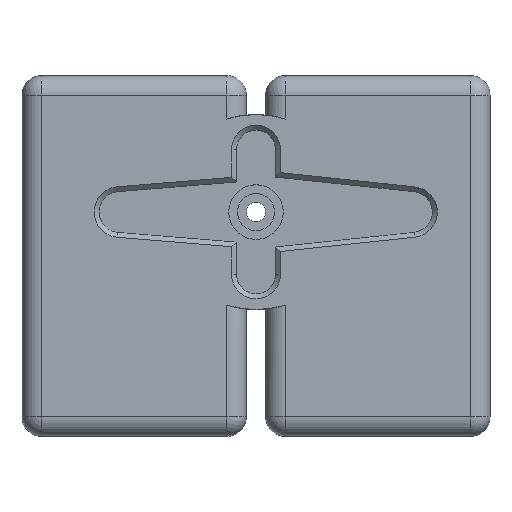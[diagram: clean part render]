
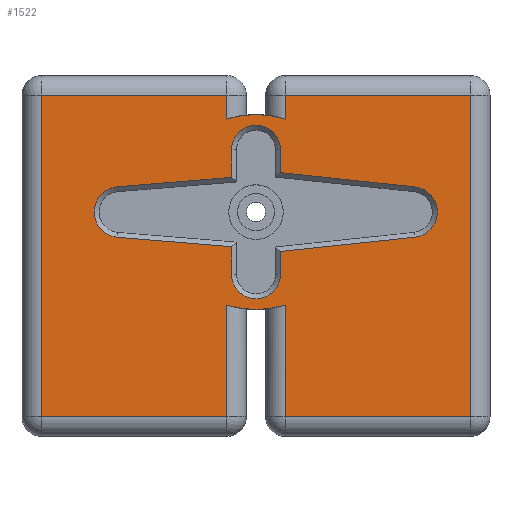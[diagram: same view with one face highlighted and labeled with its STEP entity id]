
A CAD part, top view. The second image highlights one B-rep face of the part: STEP entity #1522.
In plain terms, the highlighted planar face has unit normal (0, 0, 1).
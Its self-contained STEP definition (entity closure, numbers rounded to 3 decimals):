
#39=FACE_BOUND('',#298,.T.);
#86=CIRCLE('',#1623,2.6);
#88=CIRCLE('',#1628,2.5);
#90=CIRCLE('',#1632,2.5);
#92=CIRCLE('',#1636,2.6);
#96=CIRCLE('',#1648,10.);
#97=CIRCLE('',#1649,10.);
#196=FACE_OUTER_BOUND('',#297,.T.);
#297=EDGE_LOOP('',(#1081,#1082,#1083,#1084,#1085,#1086,#1087,#1088,#1089,
#1090,#1091,#1092));
#298=EDGE_LOOP('',(#1093,#1094,#1095,#1096,#1097,#1098,#1099,#1100,#1101,
#1102,#1103,#1104));
#387=LINE('',#2304,#519);
#391=LINE('',#2313,#523);
#395=LINE('',#2322,#527);
#398=LINE('',#2331,#530);
#402=LINE('',#2340,#534);
#405=LINE('',#2349,#537);
#408=LINE('',#2358,#540);
#411=LINE('',#2367,#543);
#424=LINE('',#2400,#556);
#425=LINE('',#2402,#557);
#426=LINE('',#2404,#558);
#427=LINE('',#2406,#559);
#428=LINE('',#2408,#560);
#429=LINE('',#2412,#561);
#430=LINE('',#2414,#562);
#431=LINE('',#2416,#563);
#432=LINE('',#2418,#564);
#433=LINE('',#2419,#565);
#519=VECTOR('',#1806,10.);
#523=VECTOR('',#1812,10.);
#527=VECTOR('',#1818,10.);
#530=VECTOR('',#1829,10.);
#534=VECTOR('',#1835,10.);
#537=VECTOR('',#1846,10.);
#540=VECTOR('',#1857,10.);
#543=VECTOR('',#1868,10.);
#556=VECTOR('',#1901,10.);
#557=VECTOR('',#1902,10.);
#558=VECTOR('',#1903,10.);
#559=VECTOR('',#1904,10.);
#560=VECTOR('',#1905,10.);
#561=VECTOR('',#1908,10.);
#562=VECTOR('',#1909,10.);
#563=VECTOR('',#1910,10.);
#564=VECTOR('',#1911,10.);
#565=VECTOR('',#1912,10.);
#651=VERTEX_POINT('',#2301);
#652=VERTEX_POINT('',#2303);
#655=VERTEX_POINT('',#2310);
#656=VERTEX_POINT('',#2312);
#659=VERTEX_POINT('',#2319);
#660=VERTEX_POINT('',#2321);
#662=VERTEX_POINT('',#2326);
#665=VERTEX_POINT('',#2337);
#666=VERTEX_POINT('',#2339);
#668=VERTEX_POINT('',#2344);
#670=VERTEX_POINT('',#2353);
#672=VERTEX_POINT('',#2362);
#680=VERTEX_POINT('',#2396);
#681=VERTEX_POINT('',#2397);
#682=VERTEX_POINT('',#2399);
#683=VERTEX_POINT('',#2401);
#684=VERTEX_POINT('',#2403);
#685=VERTEX_POINT('',#2405);
#686=VERTEX_POINT('',#2407);
#687=VERTEX_POINT('',#2409);
#688=VERTEX_POINT('',#2411);
#689=VERTEX_POINT('',#2413);
#690=VERTEX_POINT('',#2415);
#691=VERTEX_POINT('',#2417);
#783=EDGE_CURVE('',#651,#652,#387,.T.);
#787=EDGE_CURVE('',#655,#656,#391,.T.);
#791=EDGE_CURVE('',#659,#660,#395,.T.);
#794=EDGE_CURVE('',#662,#659,#86,.T.);
#796=EDGE_CURVE('',#656,#662,#398,.T.);
#800=EDGE_CURVE('',#665,#666,#402,.T.);
#803=EDGE_CURVE('',#668,#665,#88,.T.);
#805=EDGE_CURVE('',#660,#668,#405,.T.);
#808=EDGE_CURVE('',#670,#655,#90,.T.);
#810=EDGE_CURVE('',#652,#670,#408,.T.);
#813=EDGE_CURVE('',#672,#651,#92,.T.);
#815=EDGE_CURVE('',#666,#672,#411,.T.);
#830=EDGE_CURVE('',#680,#681,#96,.T.);
#831=EDGE_CURVE('',#682,#681,#424,.T.);
#832=EDGE_CURVE('',#683,#682,#425,.T.);
#833=EDGE_CURVE('',#684,#683,#426,.T.);
#834=EDGE_CURVE('',#685,#684,#427,.T.);
#835=EDGE_CURVE('',#686,#685,#428,.T.);
#836=EDGE_CURVE('',#686,#687,#97,.T.);
#837=EDGE_CURVE('',#688,#687,#429,.T.);
#838=EDGE_CURVE('',#689,#688,#430,.T.);
#839=EDGE_CURVE('',#690,#689,#431,.T.);
#840=EDGE_CURVE('',#691,#690,#432,.T.);
#841=EDGE_CURVE('',#680,#691,#433,.T.);
#1081=ORIENTED_EDGE('',*,*,#830,.T.);
#1082=ORIENTED_EDGE('',*,*,#831,.F.);
#1083=ORIENTED_EDGE('',*,*,#832,.F.);
#1084=ORIENTED_EDGE('',*,*,#833,.F.);
#1085=ORIENTED_EDGE('',*,*,#834,.F.);
#1086=ORIENTED_EDGE('',*,*,#835,.F.);
#1087=ORIENTED_EDGE('',*,*,#836,.T.);
#1088=ORIENTED_EDGE('',*,*,#837,.F.);
#1089=ORIENTED_EDGE('',*,*,#838,.F.);
#1090=ORIENTED_EDGE('',*,*,#839,.F.);
#1091=ORIENTED_EDGE('',*,*,#840,.F.);
#1092=ORIENTED_EDGE('',*,*,#841,.F.);
#1093=ORIENTED_EDGE('',*,*,#800,.F.);
#1094=ORIENTED_EDGE('',*,*,#803,.F.);
#1095=ORIENTED_EDGE('',*,*,#805,.F.);
#1096=ORIENTED_EDGE('',*,*,#791,.F.);
#1097=ORIENTED_EDGE('',*,*,#794,.F.);
#1098=ORIENTED_EDGE('',*,*,#796,.F.);
#1099=ORIENTED_EDGE('',*,*,#787,.F.);
#1100=ORIENTED_EDGE('',*,*,#808,.F.);
#1101=ORIENTED_EDGE('',*,*,#810,.F.);
#1102=ORIENTED_EDGE('',*,*,#783,.F.);
#1103=ORIENTED_EDGE('',*,*,#813,.F.);
#1104=ORIENTED_EDGE('',*,*,#815,.F.);
#1477=PLANE('',#1647);
#1522=ADVANCED_FACE('',(#196,#39),#1477,.T.);
#1623=AXIS2_PLACEMENT_3D('',#2328,#1823,#1824);
#1628=AXIS2_PLACEMENT_3D('',#2346,#1840,#1841);
#1632=AXIS2_PLACEMENT_3D('',#2355,#1851,#1852);
#1636=AXIS2_PLACEMENT_3D('',#2364,#1862,#1863);
#1647=AXIS2_PLACEMENT_3D('',#2395,#1897,#1898);
#1648=AXIS2_PLACEMENT_3D('',#2398,#1899,#1900);
#1649=AXIS2_PLACEMENT_3D('',#2410,#1906,#1907);
#1806=DIRECTION('',(-0.994,0.105,0.));
#1812=DIRECTION('',(0.,-1.,0.));
#1818=DIRECTION('',(0.997,-0.082,0.));
#1823=DIRECTION('center_axis',(0.,0.,1.));
#1824=DIRECTION('ref_axis',(-0.082,0.997,0.));
#1829=DIRECTION('',(-0.997,-0.082,0.));
#1835=DIRECTION('',(0.,1.,0.));
#1840=DIRECTION('center_axis',(0.,0.,1.));
#1841=DIRECTION('ref_axis',(-1.,0.,0.));
#1846=DIRECTION('',(0.,-1.,0.));
#1851=DIRECTION('center_axis',(0.,0.,1.));
#1852=DIRECTION('ref_axis',(1.,0.,0.));
#1857=DIRECTION('',(0.,1.,0.));
#1862=DIRECTION('center_axis',(0.,0.,1.));
#1863=DIRECTION('ref_axis',(0.105,-0.994,0.));
#1868=DIRECTION('',(0.994,0.105,0.));
#1897=DIRECTION('center_axis',(0.,0.,1.));
#1898=DIRECTION('ref_axis',(1.,0.,0.));
#1899=DIRECTION('center_axis',(0.,0.,1.));
#1900=DIRECTION('ref_axis',(1.,0.,0.));
#1901=DIRECTION('',(0.,-1.,0.));
#1902=DIRECTION('',(1.,0.,0.));
#1903=DIRECTION('',(0.,1.,0.));
#1904=DIRECTION('',(-1.,0.,0.));
#1905=DIRECTION('',(0.,-1.,0.));
#1906=DIRECTION('center_axis',(0.,0.,1.));
#1907=DIRECTION('ref_axis',(1.,0.,0.));
#1908=DIRECTION('',(0.,1.,0.));
#1909=DIRECTION('',(-1.,0.,0.));
#1910=DIRECTION('',(0.,-1.,0.));
#1911=DIRECTION('',(1.,0.,0.));
#1912=DIRECTION('',(0.,1.,0.));
#2301=CARTESIAN_POINT('',(16.273,2.586,8.2));
#2303=CARTESIAN_POINT('',(2.5,4.04,8.2));
#2304=CARTESIAN_POINT('',(1.486,4.147,8.2));
#2310=CARTESIAN_POINT('',(-2.5,6.4,8.2));
#2312=CARTESIAN_POINT('',(-2.5,3.553,8.2));
#2313=CARTESIAN_POINT('',(-2.5,-0.704,8.2));
#2319=CARTESIAN_POINT('',(-14.213,-2.591,8.2));
#2321=CARTESIAN_POINT('',(-2.5,-3.553,8.2));
#2322=CARTESIAN_POINT('',(-0.99,-3.677,8.2));
#2326=CARTESIAN_POINT('',(-14.213,2.591,8.2));
#2328=CARTESIAN_POINT('Origin',(-14.,0.,8.2));
#2331=CARTESIAN_POINT('',(-7.443,3.147,8.2));
#2337=CARTESIAN_POINT('',(2.5,-6.4,8.2));
#2339=CARTESIAN_POINT('',(2.5,-4.04,8.2));
#2340=CARTESIAN_POINT('',(2.5,-4.045,8.2));
#2344=CARTESIAN_POINT('',(-2.5,-6.4,8.2));
#2346=CARTESIAN_POINT('Origin',(0.,-6.4,
8.2));
#2349=CARTESIAN_POINT('',(-2.5,-5.45,8.2));
#2353=CARTESIAN_POINT('',(2.5,6.4,8.2));
#2355=CARTESIAN_POINT('Origin',(0.,6.4,8.2));
#2358=CARTESIAN_POINT('',(2.5,0.95,8.2));
#2362=CARTESIAN_POINT('',(16.273,-2.586,8.2));
#2364=CARTESIAN_POINT('Origin',(16.,0.,8.2));
#2367=CARTESIAN_POINT('',(8.126,-3.446,8.2));
#2395=CARTESIAN_POINT('Origin',(0.,-4.5,8.2));
#2396=CARTESIAN_POINT('',(3.,9.539,8.2));
#2397=CARTESIAN_POINT('',(-3.,9.539,8.2));
#2398=CARTESIAN_POINT('Origin',(0.,0.,8.2));
#2399=CARTESIAN_POINT('',(-3.,12.,8.2));
#2400=CARTESIAN_POINT('',(-3.,2.725,8.2));
#2401=CARTESIAN_POINT('',(-22.,12.,8.2));
#2402=CARTESIAN_POINT('',(-0.5,12.,8.2));
#2403=CARTESIAN_POINT('',(-22.,-21.,8.2));
#2404=CARTESIAN_POINT('',(-22.,4.75,8.2));
#2405=CARTESIAN_POINT('',(-3.,-21.,8.2));
#2406=CARTESIAN_POINT('',(-12.,-21.,8.2));
#2407=CARTESIAN_POINT('',(-3.,-9.539,8.2));
#2408=CARTESIAN_POINT('',(-3.,-13.75,8.2));
#2409=CARTESIAN_POINT('',(3.,-9.539,8.2));
#2410=CARTESIAN_POINT('Origin',(0.,0.,8.2));
#2411=CARTESIAN_POINT('',(3.,-21.,8.2));
#2412=CARTESIAN_POINT('',(3.,-7.225,8.2));
#2413=CARTESIAN_POINT('',(22.,-21.,8.2));
#2414=CARTESIAN_POINT('',(0.5,-21.,8.2));
#2415=CARTESIAN_POINT('',(22.,12.,8.2));
#2416=CARTESIAN_POINT('',(22.,-13.75,8.2));
#2417=CARTESIAN_POINT('',(3.,12.,8.2));
#2418=CARTESIAN_POINT('',(12.,12.,8.2));
#2419=CARTESIAN_POINT('',(3.,4.75,8.2));
